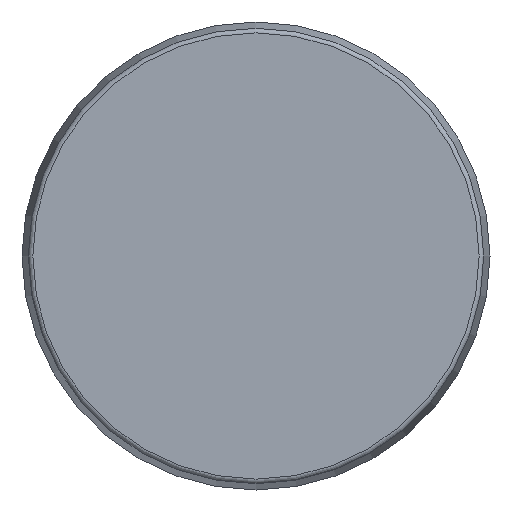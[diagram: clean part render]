
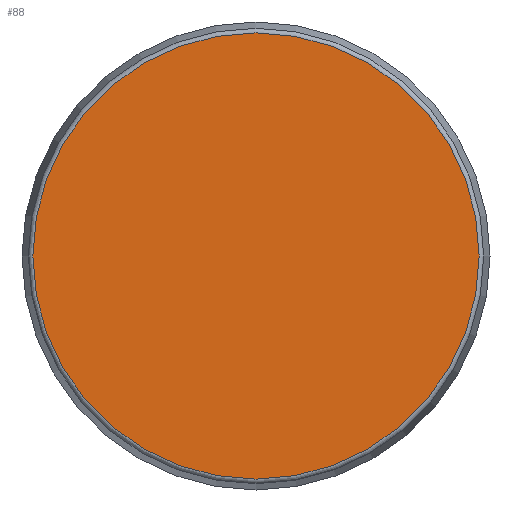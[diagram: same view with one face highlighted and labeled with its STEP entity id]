
A CAD part, front view. The second image highlights one B-rep face of the part: STEP entity #88.
In plain terms, the highlighted planar face has unit normal (0, -1, 0).
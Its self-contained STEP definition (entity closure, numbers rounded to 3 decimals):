
#88 = ADVANCED_FACE( '', ( #199 ), #200, .F. );
#199 = FACE_OUTER_BOUND( '', #368, .T. );
#200 = PLANE( '', #369 );
#368 = EDGE_LOOP( '', ( #535 ) );
#369 = AXIS2_PLACEMENT_3D( '', #536, #537, #538 );
#535 = ORIENTED_EDGE( '', *, *, #753, .T. );
#536 = CARTESIAN_POINT( '', ( 47.673, 0., 0. ) );
#537 = DIRECTION( '', ( 0., 1., 0. ) );
#538 = DIRECTION( '', ( 0., 0., 1. ) );
#753 = EDGE_CURVE( '', #879, #879, #880, .T. );
#879 = VERTEX_POINT( '', #1092 );
#880 = CIRCLE( '', #1093, 47.673 );
#1092 = CARTESIAN_POINT( '', ( 0., 0., -47.673 ) );
#1093 = AXIS2_PLACEMENT_3D( '', #1337, #1338, #1339 );
#1337 = CARTESIAN_POINT( '', ( 0., 0., 0. ) );
#1338 = DIRECTION( '', ( 0., -1., 0. ) );
#1339 = DIRECTION( '', ( 0., 0., -1. ) );
